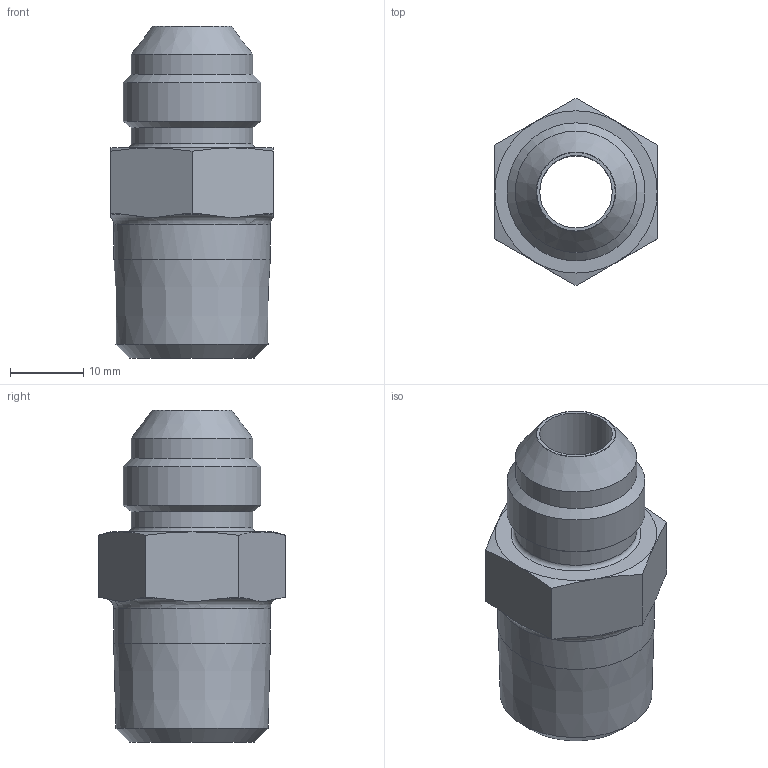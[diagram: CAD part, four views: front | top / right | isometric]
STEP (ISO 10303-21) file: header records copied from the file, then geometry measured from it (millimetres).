
FILE_DESCRIPTION((''),'2;1');
FILE_NAME('8-8_FTX.stp','2013-05-08T16:19:57',('ng28170'),(''),'Autodesk Inventor 2013','Autodesk Inventor 2013','');
FILE_SCHEMA(('AUTOMOTIVE_DESIGN { 1 0 10303 214 1 1 1 1 }'));
Length unit declared in the file: inch
Products named in the file (1): FTX
Bounding box: 22.23 x 25.66 x 45.47 mm (x, y, z)
Volume: 10997.8 mm3; surface area: 4831.1 mm2
Topology: 1 solids, 1 shells, 34 faces, 79 edges, 48 vertices
Faces by surface type: cone 17, plane 9, cylinder 5, torus 3
Full cylindrical faces by diameter (mm): 9.931 x1, 16.637 x1, 16.662 x1, 18.893 x1, 21.45 x1
Entity records: 940 total; most frequent: CARTESIAN_POINT 269, DIRECTION 130, ORIENTED_EDGE 126, EDGE_CURVE 63, AXIS2_PLACEMENT_3D 62, EDGE_LOOP 50, VERTEX_POINT 45, FACE_OUTER_BOUND 34
